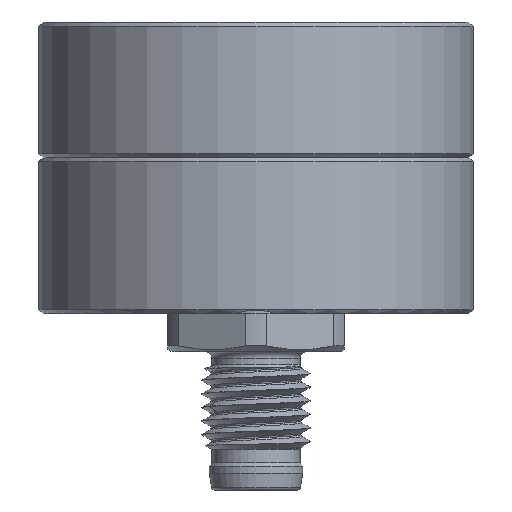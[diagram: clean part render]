
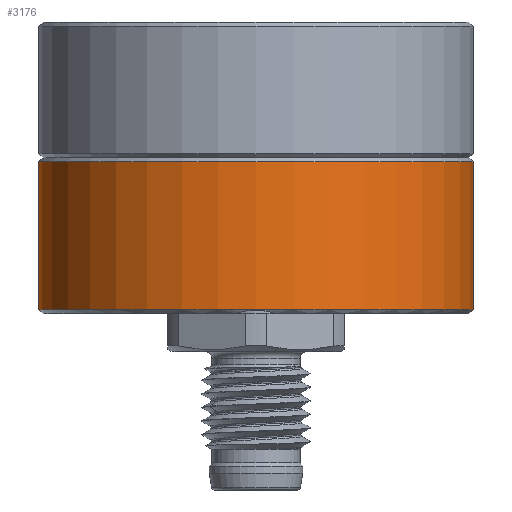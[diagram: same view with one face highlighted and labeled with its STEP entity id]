
A CAD part, left-side view. The second image highlights one B-rep face of the part: STEP entity #3176.
In plain terms, the highlighted cylindrical face has radius 16 mm (diameter 32 mm), a partial arc.
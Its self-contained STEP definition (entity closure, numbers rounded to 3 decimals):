
#127=CYLINDRICAL_SURFACE('',#3512,16.);
#391=FACE_OUTER_BOUND('',#615,.T.);
#615=EDGE_LOOP('',(#2632,#2633,#2634,#2635));
#872=LINE('',#10604,#1047);
#877=LINE('',#10627,#1052);
#1047=VECTOR('',#4282,10.);
#1052=VECTOR('',#4307,10.);
#1201=CIRCLE('',#3502,16.);
#1203=CIRCLE('',#3510,16.);
#1468=VERTEX_POINT('',#10567);
#1478=VERTEX_POINT('',#10594);
#1481=VERTEX_POINT('',#10602);
#1489=VERTEX_POINT('',#10626);
#1872=EDGE_CURVE('',#1468,#1481,#872,.T.);
#1883=EDGE_CURVE('',#1489,#1478,#877,.T.);
#1888=EDGE_CURVE('',#1478,#1468,#1201,.T.);
#1896=EDGE_CURVE('',#1489,#1481,#1203,.T.);
#2632=ORIENTED_EDGE('',*,*,#1888,.T.);
#2633=ORIENTED_EDGE('',*,*,#1872,.T.);
#2634=ORIENTED_EDGE('',*,*,#1896,.F.);
#2635=ORIENTED_EDGE('',*,*,#1883,.T.);
#3176=ADVANCED_FACE('',(#391),#127,.T.);
#3502=AXIS2_PLACEMENT_3D('',#10635,#4317,#4318);
#3510=AXIS2_PLACEMENT_3D('',#10649,#4339,#4340);
#3512=AXIS2_PLACEMENT_3D('',#10651,#4343,#4344);
#4282=DIRECTION('',(0.,0.,1.));
#4307=DIRECTION('',(0.,0.,-1.));
#4317=DIRECTION('center_axis',(0.,0.,
1.));
#4318=DIRECTION('ref_axis',(-0.707,-0.707,0.));
#4339=DIRECTION('center_axis',(0.,0.,
1.));
#4340=DIRECTION('ref_axis',(-0.707,-0.707,0.));
#4343=DIRECTION('center_axis',(0.,0.,
1.));
#4344=DIRECTION('ref_axis',(-0.707,-0.707,0.));
#10567=CARTESIAN_POINT('',(-10.,-16.,-11.2));
#10594=CARTESIAN_POINT('',(-10.,16.,-11.2));
#10602=CARTESIAN_POINT('',(-10.,-16.,-0.3));
#10604=CARTESIAN_POINT('',(-10.,-16.,-11.5));
#10626=CARTESIAN_POINT('',(-10.,16.,-0.3));
#10627=CARTESIAN_POINT('',(-10.,16.,-11.5));
#10635=CARTESIAN_POINT('Origin',(-10.,0.,-11.2));
#10649=CARTESIAN_POINT('Origin',(-10.,0.,-0.3));
#10651=CARTESIAN_POINT('Origin',(-10.,0.,-11.5));
